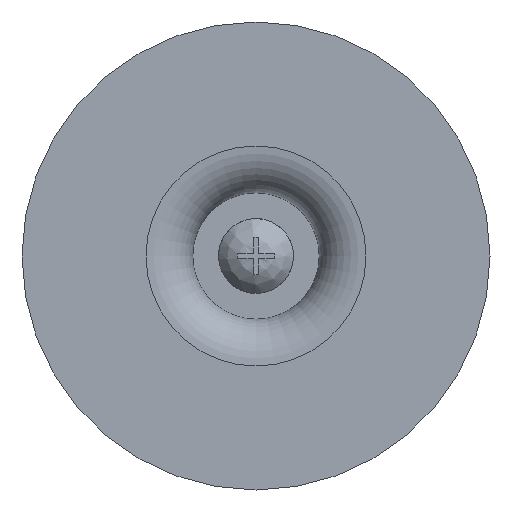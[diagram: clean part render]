
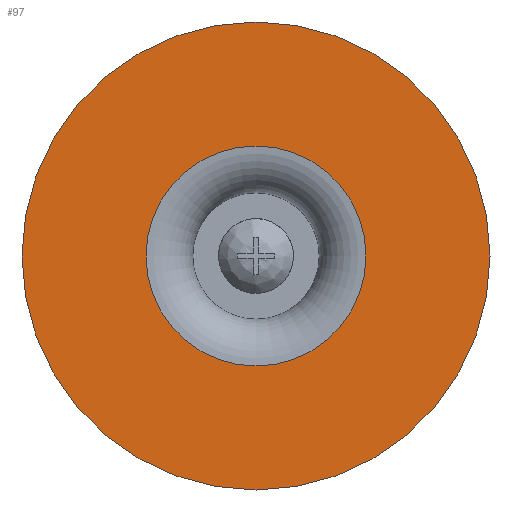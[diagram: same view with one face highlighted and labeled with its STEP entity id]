
A CAD part, front view. The second image highlights one B-rep face of the part: STEP entity #97.
In plain terms, the highlighted planar face has unit normal (0, -1, 0).
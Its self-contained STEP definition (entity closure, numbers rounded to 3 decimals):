
#97 = ADVANCED_FACE( '', ( #221, #222 ), #223, .F. );
#221 = FACE_BOUND( '', #410, .T. );
#222 = FACE_OUTER_BOUND( '', #411, .T. );
#223 = PLANE( '', #412 );
#410 = EDGE_LOOP( '', ( #634 ) );
#411 = EDGE_LOOP( '', ( #635 ) );
#412 = AXIS2_PLACEMENT_3D( '', #636, #637, #638 );
#634 = ORIENTED_EDGE( '', *, *, #940, .F. );
#635 = ORIENTED_EDGE( '', *, *, #941, .T. );
#636 = CARTESIAN_POINT( '', ( 25., 0., 0. ) );
#637 = DIRECTION( '', ( 0., 1., 0. ) );
#638 = DIRECTION( '', ( 0., 0., 1. ) );
#940 = EDGE_CURVE( '', #1118, #1118, #1119, .T. );
#941 = EDGE_CURVE( '', #1120, #1120, #1121, .T. );
#1118 = VERTEX_POINT( '', #1461 );
#1119 = CIRCLE( '', #1462, 11.75 );
#1120 = VERTEX_POINT( '', #1463 );
#1121 = CIRCLE( '', #1464, 25. );
#1461 = CARTESIAN_POINT( '', ( 0., 0., -11.75 ) );
#1462 = AXIS2_PLACEMENT_3D( '', #1647, #1648, #1649 );
#1463 = CARTESIAN_POINT( '', ( 0., 0., -25. ) );
#1464 = AXIS2_PLACEMENT_3D( '', #1650, #1651, #1652 );
#1647 = CARTESIAN_POINT( '', ( 0., 0., 0. ) );
#1648 = DIRECTION( '', ( 0., -1., 0. ) );
#1649 = DIRECTION( '', ( 0., 0., -1. ) );
#1650 = CARTESIAN_POINT( '', ( 0., 0., 0. ) );
#1651 = DIRECTION( '', ( 0., -1., 0. ) );
#1652 = DIRECTION( '', ( 0., 0., -1. ) );
